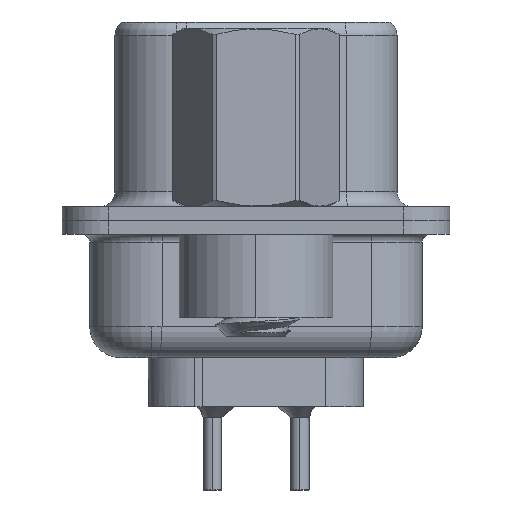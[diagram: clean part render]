
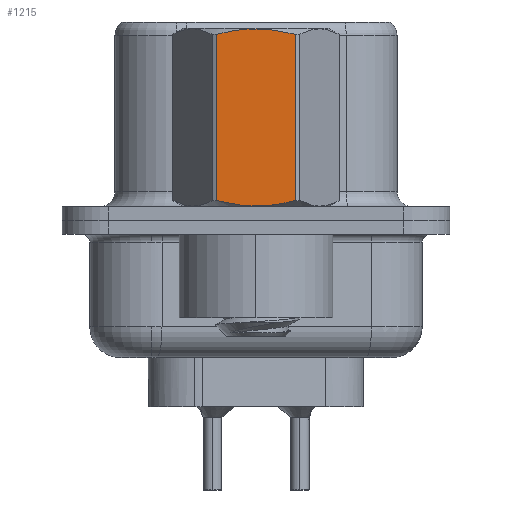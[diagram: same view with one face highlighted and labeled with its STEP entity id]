
A CAD part, left-side view. The second image highlights one B-rep face of the part: STEP entity #1215.
In plain terms, the highlighted planar face has unit normal (-1, 0, 0).
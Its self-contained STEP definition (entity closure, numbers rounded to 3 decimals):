
#426 = CARTESIAN_POINT ( 'NONE',  ( -2.381, -0.858, 6.15 ) ) ;
#1115 = CARTESIAN_POINT ( 'NONE',  ( -2.381, -1.273, 6.048 ) ) ;
#1215 = ADVANCED_FACE ( 'NONE', ( #16912 ), #22042, .T. ) ;
#1373 = CARTESIAN_POINT ( 'NONE',  ( -2.381, -0.858, 0.55 ) ) ;
#2232 = CARTESIAN_POINT ( 'NONE',  ( -2.381, -0.215, 6.232 ) ) ;
#2762 = EDGE_LOOP ( 'NONE', ( #4045, #15577, #20058, #9898 ) ) ;
#3209 = CARTESIAN_POINT ( 'NONE',  ( -2.381, -1.273, 0.652 ) ) ;
#4045 = ORIENTED_EDGE ( 'NONE', *, *, #15341, .T. ) ;
#4076 = CARTESIAN_POINT ( 'NONE',  ( -2.381, 0.428, 6.215 ) ) ;
#4419 = VECTOR ( 'NONE', #20576, 1000. ) ;
#4826 = CARTESIAN_POINT ( 'NONE',  ( -2.381, 1.065, 0.596 ) ) ;
#4979 = CARTESIAN_POINT ( 'NONE',  ( -2.381, 1.273, 0.652 ) ) ;
#4992 = LINE ( 'NONE', #18771, #4419 ) ;
#5215 = CARTESIAN_POINT ( 'NONE',  ( -2.381, 1.273, 0.652 ) ) ;
#5697 = VECTOR ( 'NONE', #18809, 1000. ) ;
#5758 = CARTESIAN_POINT ( 'NONE',  ( -2.381, -1.273, 6.048 ) ) ;
#5910 = CARTESIAN_POINT ( 'NONE',  ( -2.381, 1.065, 6.104 ) ) ;
#6860 = EDGE_CURVE ( 'NONE', #15071, #12542, #4992, .T. ) ;
#7432 = CARTESIAN_POINT ( 'NONE',  ( -2.381, 1.375, -3.75 ) ) ;
#8624 = CARTESIAN_POINT ( 'NONE',  ( -2.381, 0.853, 0.549 ) ) ;
#9806 = CARTESIAN_POINT ( 'NONE',  ( -2.381, -1.273, 3.792 ) ) ;
#9898 = ORIENTED_EDGE ( 'NONE', *, *, #6860, .T. ) ;
#10442 = CARTESIAN_POINT ( 'NONE',  ( -2.381, 0.215, 0.468 ) ) ;
#10826 = EDGE_CURVE ( 'NONE', #16531, #13100, #15886, .T. ) ;
#11196 = CARTESIAN_POINT ( 'NONE',  ( -2.381, -1.066, 6.104 ) ) ;
#12236 = CARTESIAN_POINT ( 'NONE',  ( -2.381, -0.432, 0.485 ) ) ;
#12268 = B_SPLINE_CURVE_WITH_KNOTS ( 'NONE', 3,
 ( #5758, #11196, #426, #13083, #2232, #14923, #4076, #16745, #5910, #18553 ),
 .UNSPECIFIED., .F., .F.,
 ( 4, 2, 2, 2, 4 ),
 ( 0.001, 0.002, 0.002, 0.003, 0.004 ),
 .UNSPECIFIED. ) ;
#12542 = VERTEX_POINT ( 'NONE', #5215 ) ;
#12876 = CARTESIAN_POINT ( 'NONE',  ( -2.381, 1.273, 6.048 ) ) ;
#13083 = CARTESIAN_POINT ( 'NONE',  ( -2.381, -0.432, 6.215 ) ) ;
#13100 = VERTEX_POINT ( 'NONE', #1115 ) ;
#14075 = CARTESIAN_POINT ( 'NONE',  ( -2.381, -1.066, 0.596 ) ) ;
#14923 = CARTESIAN_POINT ( 'NONE',  ( -2.381, 0.215, 6.232 ) ) ;
#15071 = VERTEX_POINT ( 'NONE', #12876 ) ;
#15341 = EDGE_CURVE ( 'NONE', #12542, #16531, #21826, .T. ) ;
#15577 = ORIENTED_EDGE ( 'NONE', *, *, #10826, .T. ) ;
#15681 = EDGE_CURVE ( 'NONE', #13100, #15071, #12268, .T. ) ;
#15886 = LINE ( 'NONE', #9806, #5697 ) ;
#16531 = VERTEX_POINT ( 'NONE', #23114 ) ;
#16745 = CARTESIAN_POINT ( 'NONE',  ( -2.381, 0.853, 6.151 ) ) ;
#16912 = FACE_OUTER_BOUND ( 'NONE', #2762, .T. ) ;
#18553 = CARTESIAN_POINT ( 'NONE',  ( -2.381, 1.273, 6.048 ) ) ;
#18771 = CARTESIAN_POINT ( 'NONE',  ( -2.381, 1.273, 3.792 ) ) ;
#18809 = DIRECTION ( 'NONE',  ( 0., 0., 1. ) ) ;
#19263 = DIRECTION ( 'NONE',  ( -1., 0., 0. ) ) ;
#20058 = ORIENTED_EDGE ( 'NONE', *, *, #15681, .T. ) ;
#20576 = DIRECTION ( 'NONE',  ( 0., 0., -1. ) ) ;
#21249 = CARTESIAN_POINT ( 'NONE',  ( -2.381, 0.428, 0.485 ) ) ;
#21651 = DIRECTION ( 'NONE',  ( 0., -1., 0. ) ) ;
#21826 = B_SPLINE_CURVE_WITH_KNOTS ( 'NONE', 3,
 ( #4979, #4826, #8624, #21249, #10442, #23076, #12236, #1373, #14075, #3209 ),
 .UNSPECIFIED., .F., .F.,
 ( 4, 2, 2, 2, 4 ),
 ( 0.003, 0.003, 0.004, 0.004, 0.005 ),
 .UNSPECIFIED. ) ;
#22042 = PLANE ( 'NONE',  #22590 ) ;
#22590 = AXIS2_PLACEMENT_3D ( 'NONE', #7432, #19263, #21651 ) ;
#23076 = CARTESIAN_POINT ( 'NONE',  ( -2.381, -0.215, 0.468 ) ) ;
#23114 = CARTESIAN_POINT ( 'NONE',  ( -2.381, -1.273, 0.652 ) ) ;
